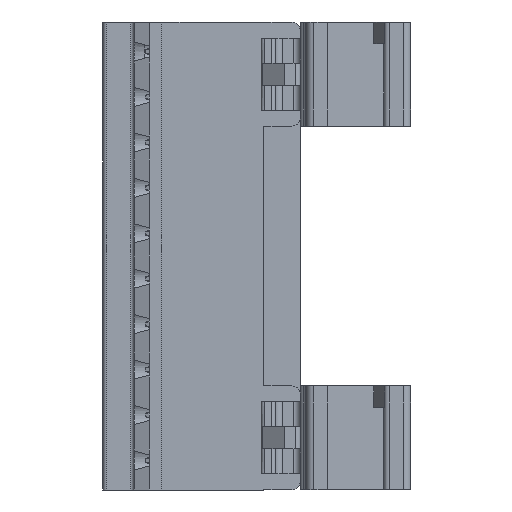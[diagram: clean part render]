
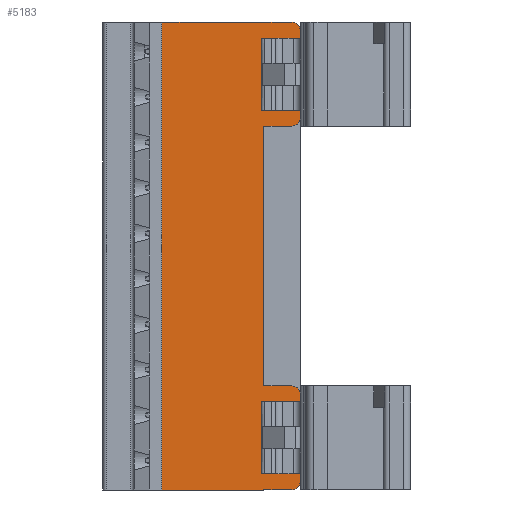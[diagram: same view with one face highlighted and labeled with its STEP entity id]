
A CAD part, left-side view. The second image highlights one B-rep face of the part: STEP entity #5183.
In plain terms, the highlighted planar face has unit normal (-1, 0, 0).
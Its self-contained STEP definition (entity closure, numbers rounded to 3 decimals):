
#496=CARTESIAN_POINT('',(-3.95,-3.1,-48.98));
#497=VERTEX_POINT('',#496);
#504=CARTESIAN_POINT('',(-3.95,0.0,-48.98));
#505=VERTEX_POINT('',#504);
#506=CARTESIAN_POINT('',(-3.95,0.0,-48.98));
#507=DIRECTION('',(0.0,-1.0,0.0));
#508=VECTOR('',#507,3.1);
#509=LINE('',#506,#508);
#510=EDGE_CURVE('',#505,#497,#509,.T.);
#692=CARTESIAN_POINT('',(-3.95,-4.1,-38.38));
#693=VERTEX_POINT('',#692);
#694=CARTESIAN_POINT('',(-3.95,-4.1,-39.13));
#695=VERTEX_POINT('',#694);
#696=CARTESIAN_POINT('',(-3.95,-4.1,-38.38));
#697=DIRECTION('',(0.0,0.0,-1.0));
#698=VECTOR('',#697,0.75);
#699=LINE('',#696,#698);
#700=EDGE_CURVE('',#693,#695,#699,.T.);
#764=CARTESIAN_POINT('',(-3.95,-4.1,-47.98));
#765=VERTEX_POINT('',#764);
#766=CARTESIAN_POINT('',(-3.95,-4.1,-47.23));
#767=VERTEX_POINT('',#766);
#768=CARTESIAN_POINT('',(-3.95,-4.1,-47.98));
#769=DIRECTION('',(0.0,0.0,1.0));
#770=VECTOR('',#769,0.75);
#771=LINE('',#768,#770);
#772=EDGE_CURVE('',#765,#767,#771,.T.);
#1396=CARTESIAN_POINT('',(-3.95,0.3,-39.13));
#1397=VERTEX_POINT('',#1396);
#1398=CARTESIAN_POINT('',(-3.95,0.3,-39.13));
#1399=DIRECTION('',(0.0,-1.0,0.0));
#1400=VECTOR('',#1399,4.4);
#1401=LINE('',#1398,#1400);
#1402=EDGE_CURVE('',#1397,#695,#1401,.T.);
#1424=CARTESIAN_POINT('',(-3.95,0.3,-47.23));
#1425=VERTEX_POINT('',#1424);
#1434=CARTESIAN_POINT('',(-3.95,0.3,-47.23));
#1435=DIRECTION('',(0.0,0.0,1.0));
#1436=VECTOR('',#1435,8.1);
#1437=LINE('',#1434,#1436);
#1438=EDGE_CURVE('',#1425,#1397,#1437,.T.);
#1448=CARTESIAN_POINT('',(-3.95,-4.1,-47.23));
#1449=DIRECTION('',(0.0,1.0,0.0));
#1450=VECTOR('',#1449,4.4);
#1451=LINE('',#1448,#1450);
#1452=EDGE_CURVE('',#767,#1425,#1451,.T.);
#5026=CARTESIAN_POINT('',(-3.95,0.0,0.0));
#5027=DIRECTION('',(-1.0,0.0,0.0));
#5028=DIRECTION('',(0.0,0.0,1.0));
#5029=AXIS2_PLACEMENT_3D('',#5026,#5027,#5028);
#5030=PLANE('',#5029);
#5031=ORIENTED_EDGE('',*,*,#1452,.T.);
#5032=ORIENTED_EDGE('',*,*,#1438,.T.);
#5033=ORIENTED_EDGE('',*,*,#1402,.T.);
#5034=ORIENTED_EDGE('',*,*,#700,.F.);
#5035=CARTESIAN_POINT('',(-3.95,-3.1,-37.38));
#5036=VERTEX_POINT('',#5035);
#5037=CARTESIAN_POINT('',(-3.95,-3.1,-38.38));
#5038=DIRECTION('',(1.0,0.0,0.0));
#5039=DIRECTION('',(0.0,0.0,-1.0));
#5040=AXIS2_PLACEMENT_3D('',#5037,#5038,#5039);
#5041=CIRCLE('',#5040,1.0);
#5042=EDGE_CURVE('',#5036,#693,#5041,.T.);
#5043=ORIENTED_EDGE('',*,*,#5042,.F.);
#5044=CARTESIAN_POINT('',(-3.95,0.,-37.38));
#5045=VERTEX_POINT('',#5044);
#5046=CARTESIAN_POINT('',(-3.95,0.,-37.38));
#5047=DIRECTION('',(0.0,-1.0,0.0));
#5048=VECTOR('',#5047,3.1);
#5049=LINE('',#5046,#5048);
#5050=EDGE_CURVE('',#5045,#5036,#5049,.T.);
#5051=ORIENTED_EDGE('',*,*,#5050,.F.);
#5052=CARTESIAN_POINT('',(-3.95,0.,-8.34));
#5053=VERTEX_POINT('',#5052);
#5054=CARTESIAN_POINT('',(-3.95,0.0,-8.34));
#5055=DIRECTION('',(0.0,0.0,-1.0));
#5056=VECTOR('',#5055,29.04);
#5057=LINE('',#5054,#5056);
#5058=EDGE_CURVE('',#5053,#5045,#5057,.T.);
#5059=ORIENTED_EDGE('',*,*,#5058,.F.);
#5060=CARTESIAN_POINT('',(-3.95,-3.1,-8.34));
#5061=VERTEX_POINT('',#5060);
#5062=CARTESIAN_POINT('',(-3.95,0.,-8.34));
#5063=DIRECTION('',(0.0,-1.0,0.0));
#5064=VECTOR('',#5063,3.1);
#5065=LINE('',#5062,#5064);
#5066=EDGE_CURVE('',#5053,#5061,#5065,.T.);
#5067=ORIENTED_EDGE('',*,*,#5066,.T.);
#5068=CARTESIAN_POINT('',(-3.95,-4.1,-7.34));
#5069=VERTEX_POINT('',#5068);
#5070=CARTESIAN_POINT('',(-3.95,-3.1,-7.34));
#5071=DIRECTION('',(-1.0,0.0,0.0));
#5072=DIRECTION('',(0.0,0.0,1.0));
#5073=AXIS2_PLACEMENT_3D('',#5070,#5071,#5072);
#5074=CIRCLE('',#5073,1.0);
#5075=EDGE_CURVE('',#5061,#5069,#5074,.T.);
#5076=ORIENTED_EDGE('',*,*,#5075,.T.);
#5077=CARTESIAN_POINT('',(-3.95,-4.1,-6.59));
#5078=VERTEX_POINT('',#5077);
#5079=CARTESIAN_POINT('',(-3.95,-4.1,-7.34));
#5080=DIRECTION('',(0.0,0.0,1.0));
#5081=VECTOR('',#5080,0.75);
#5082=LINE('',#5079,#5081);
#5083=EDGE_CURVE('',#5069,#5078,#5082,.T.);
#5084=ORIENTED_EDGE('',*,*,#5083,.T.);
#5085=CARTESIAN_POINT('',(-3.95,0.3,-6.59));
#5086=VERTEX_POINT('',#5085);
#5087=CARTESIAN_POINT('',(-3.95,-4.1,-6.59));
#5088=DIRECTION('',(0.0,1.0,0.0));
#5089=VECTOR('',#5088,4.4);
#5090=LINE('',#5087,#5089);
#5091=EDGE_CURVE('',#5078,#5086,#5090,.T.);
#5092=ORIENTED_EDGE('',*,*,#5091,.T.);
#5093=CARTESIAN_POINT('',(-3.95,0.3,1.51));
#5094=VERTEX_POINT('',#5093);
#5095=CARTESIAN_POINT('',(-3.95,0.3,-6.59));
#5096=DIRECTION('',(0.0,0.0,1.0));
#5097=VECTOR('',#5096,8.1);
#5098=LINE('',#5095,#5097);
#5099=EDGE_CURVE('',#5086,#5094,#5098,.T.);
#5100=ORIENTED_EDGE('',*,*,#5099,.T.);
#5101=CARTESIAN_POINT('',(-3.95,-4.1,1.51));
#5102=VERTEX_POINT('',#5101);
#5103=CARTESIAN_POINT('',(-3.95,0.3,1.51));
#5104=DIRECTION('',(0.0,-1.0,0.0));
#5105=VECTOR('',#5104,4.4);
#5106=LINE('',#5103,#5105);
#5107=EDGE_CURVE('',#5094,#5102,#5106,.T.);
#5108=ORIENTED_EDGE('',*,*,#5107,.T.);
#5109=CARTESIAN_POINT('',(-3.95,-4.1,2.26));
#5110=VERTEX_POINT('',#5109);
#5111=CARTESIAN_POINT('',(-3.95,-4.1,2.26));
#5112=DIRECTION('',(0.0,0.0,-1.0));
#5113=VECTOR('',#5112,0.75);
#5114=LINE('',#5111,#5113);
#5115=EDGE_CURVE('',#5110,#5102,#5114,.T.);
#5116=ORIENTED_EDGE('',*,*,#5115,.F.);
#5117=CARTESIAN_POINT('',(-3.95,-3.1,3.26));
#5118=VERTEX_POINT('',#5117);
#5119=CARTESIAN_POINT('',(-3.95,-3.1,2.26));
#5120=DIRECTION('',(1.0,0.0,0.0));
#5121=DIRECTION('',(0.0,0.0,-1.0));
#5122=AXIS2_PLACEMENT_3D('',#5119,#5120,#5121);
#5123=CIRCLE('',#5122,1.0);
#5124=EDGE_CURVE('',#5118,#5110,#5123,.T.);
#5125=ORIENTED_EDGE('',*,*,#5124,.F.);
#5126=CARTESIAN_POINT('',(-3.95,0.0,3.26));
#5127=VERTEX_POINT('',#5126);
#5128=CARTESIAN_POINT('',(-3.95,0.0,3.26));
#5129=DIRECTION('',(0.0,-1.0,0.0));
#5130=VECTOR('',#5129,3.1);
#5131=LINE('',#5128,#5130);
#5132=EDGE_CURVE('',#5127,#5118,#5131,.T.);
#5133=ORIENTED_EDGE('',*,*,#5132,.F.);
#5134=CARTESIAN_POINT('',(-3.95,0.0,3.3));
#5135=VERTEX_POINT('',#5134);
#5136=CARTESIAN_POINT('',(-3.95,0.0,3.3));
#5137=DIRECTION('',(0.0,0.0,-1.0));
#5138=VECTOR('',#5137,0.04);
#5139=LINE('',#5136,#5138);
#5140=EDGE_CURVE('',#5135,#5127,#5139,.T.);
#5141=ORIENTED_EDGE('',*,*,#5140,.F.);
#5142=CARTESIAN_POINT('',(-3.95,11.4,3.3));
#5143=VERTEX_POINT('',#5142);
#5144=CARTESIAN_POINT('',(-3.95,0.0,3.3));
#5145=DIRECTION('',(0.0,1.0,0.0));
#5146=VECTOR('',#5145,11.4);
#5147=LINE('',#5144,#5146);
#5148=EDGE_CURVE('',#5135,#5143,#5147,.T.);
#5149=ORIENTED_EDGE('',*,*,#5148,.T.);
#5150=CARTESIAN_POINT('',(-3.95,11.4,-49.02));
#5151=VERTEX_POINT('',#5150);
#5152=CARTESIAN_POINT('',(-3.95,11.4,-49.02));
#5153=DIRECTION('',(0.0,0.0,1.0));
#5154=VECTOR('',#5153,52.32);
#5155=LINE('',#5152,#5154);
#5156=EDGE_CURVE('',#5151,#5143,#5155,.T.);
#5157=ORIENTED_EDGE('',*,*,#5156,.F.);
#5158=CARTESIAN_POINT('',(-3.95,0.0,-49.02));
#5159=VERTEX_POINT('',#5158);
#5160=CARTESIAN_POINT('',(-3.95,11.4,-49.02));
#5161=DIRECTION('',(0.0,-1.0,0.0));
#5162=VECTOR('',#5161,11.4);
#5163=LINE('',#5160,#5162);
#5164=EDGE_CURVE('',#5151,#5159,#5163,.T.);
#5165=ORIENTED_EDGE('',*,*,#5164,.T.);
#5166=CARTESIAN_POINT('',(-3.95,0.0,-48.98));
#5167=DIRECTION('',(0.0,0.0,-1.0));
#5168=VECTOR('',#5167,0.04);
#5169=LINE('',#5166,#5168);
#5170=EDGE_CURVE('',#505,#5159,#5169,.T.);
#5171=ORIENTED_EDGE('',*,*,#5170,.F.);
#5172=ORIENTED_EDGE('',*,*,#510,.T.);
#5173=CARTESIAN_POINT('',(-3.95,-3.1,-47.98));
#5174=DIRECTION('',(-1.0,0.0,0.0));
#5175=DIRECTION('',(0.0,0.0,1.0));
#5176=AXIS2_PLACEMENT_3D('',#5173,#5174,#5175);
#5177=CIRCLE('',#5176,1.0);
#5178=EDGE_CURVE('',#497,#765,#5177,.T.);
#5179=ORIENTED_EDGE('',*,*,#5178,.T.);
#5180=ORIENTED_EDGE('',*,*,#772,.T.);
#5181=EDGE_LOOP('',(#5031,#5032,#5033,#5034,#5043,#5051,#5059,#5067,#5076,#5084,#5092,#5100,#5108,#5116,#5125,#5133,#5141,#5149,#5157,#5165,#5171,#5172,#5179,#5180));
#5182=FACE_OUTER_BOUND('',#5181,.T.);
#5183=ADVANCED_FACE('',(#5182),#5030,.T.);
